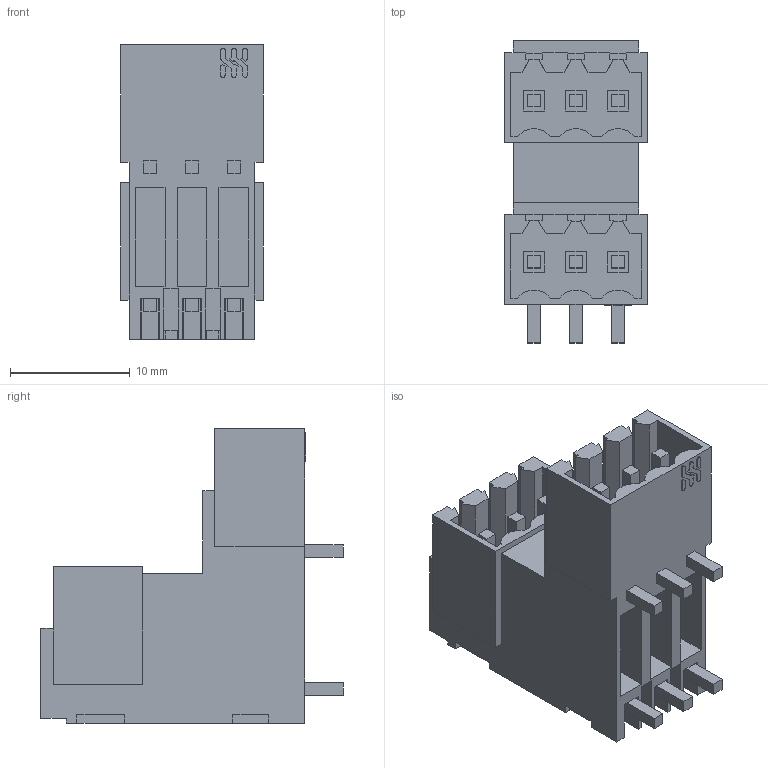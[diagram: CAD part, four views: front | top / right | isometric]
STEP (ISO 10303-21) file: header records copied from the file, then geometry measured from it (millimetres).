
FILE_DESCRIPTION(('CATIA V5 STEP Exchange','CAx-IF Rec.Pracs.--- Model Styling and Organization---1.2---2011-12-15'),'2;1');
FILE_NAME ('D1458719_0_1890600000_1890600000.stp','2016-09-26T12:54:48+00:00',('none'),('Weidmueller'),'CATIA Version 5-6 Release 2014','CATIA V5 STEP AP214','none');
FILE_SCHEMA(('AUTOMOTIVE_DESIGN { 1 0 10303 214 1 1 1 1 }'));
Length unit declared in the file: millimetre
Products named in the file (1): 1890600000_S
Bounding box: 11.9 x 25.2 x 24.55 mm (x, y, z)
Volume: 2594.4 mm3; surface area: 3891 mm2
Topology: 7 solids, 7 shells, 407 faces, 1144 edges, 766 vertices
Faces by surface type: plane 357, cylinder 30, extrusion 20
Entity records: 12956 total; most frequent: CARTESIAN_POINT 2638, ORIENTED_EDGE 2288, DIRECTION 1630, EDGE_CURVE 1144, VECTOR 1036, LINE 1016, VERTEX_POINT 766, EDGE_LOOP 434
